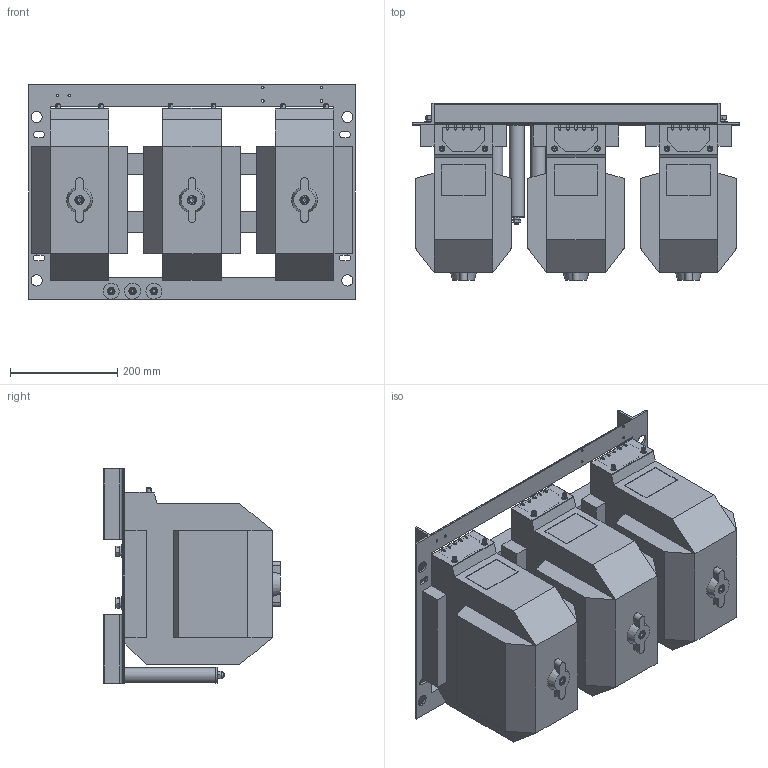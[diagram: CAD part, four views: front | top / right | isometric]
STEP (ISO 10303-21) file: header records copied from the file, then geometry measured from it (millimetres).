
FILE_DESCRIPTION(('STEP AP242'), '1');
FILE_NAME('ÝÊ.1.755.002 3õÇÍÎË-ÝÊ-10 Ì2 Ò 3-6-10êÂ', '', ('UNSPECIFIED'), ('UNSPECIFIED'), 'ASCON STEP Converter 1.6', 'ASCON Math Kernel', '');
FILE_SCHEMA(('AP242_MANAGED_MODEL_BASED_3D_ENGINEERING_MIM_LF { 1 0 10303 442 1 1 4 }'));
Length unit declared in the file: millimetre
Products named in the file (18): 鎗鵻罻 楟.8.211.004
Assembly tree (77 placements, depth 3):
  (unnamed)
    (unnamed)
    (unnamed)  x3
    (unnamed)  x3
    (unnamed)  x12
    (unnamed)  x12
    (unnamed)  x12
    (unnamed)  x6
    (unnamed)  x6
    (unnamed)  x3
    (unnamed)  x3
      (unnamed)
      (unnamed)
      鎗鵻罻 楟.8.211.004
      (unnamed)
      (unnamed)
      (unnamed)
      (unnamed)
Bounding box: 610 x 331 x 400 mm (x, y, z)
Volume: 35227816.8 mm3; surface area: 1743502.4 mm2
Topology: 106 solids, 106 shells, 3595 faces, 9087 edges, 5878 vertices
Faces by surface type: plane 2034, cylinder 1201, cone 216, torus 144
Full cylindrical faces by diameter (mm): 2.5 x6, 4 x30, 4.134 x6, 4.917 x15, 5 x12, 6 x6, 6.8 x12, 6.917 x6, 8 x9, 8.2 x3, 8.376 x3, 9 x3, 10 x33, 10.106 x12, 11.16 x12, 12 x12, 13 x12, 14 x6, 15 x8, 17 x36, 17.2 x3, 17.5 x3, 21 x4, 24 x12, 28 x3, 30 x3
Entity records: 50555 total; most frequent: CARTESIAN_POINT 15035, DIRECTION 5481, ORIENTED_EDGE 5014, EDGE_CURVE 2507, AXIS2_PLACEMENT_3D 2008, VERTEX_POINT 1722, LINE 1465, VECTOR 1465
